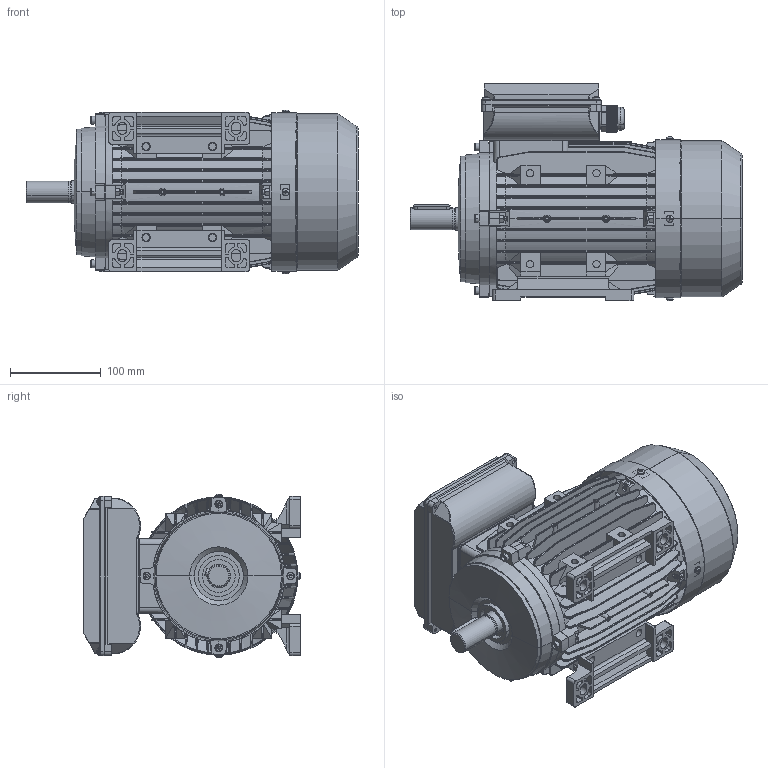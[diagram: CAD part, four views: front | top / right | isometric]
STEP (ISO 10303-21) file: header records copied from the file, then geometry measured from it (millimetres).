
FILE_DESCRIPTION (( 'STEP AP203' ), '1' );
FILE_NAME ('ML90L B3.STEP', '2015-01-12T08:22:49', ( 'USER' ), ( 'MS' ), 'SwSTEP 2.0', 'SolidWorks 2008', '' );
FILE_SCHEMA (( 'CONFIG_CONTROL_DESIGN' ));
Length unit declared in the file: millimetre
Products named in the file (14): 90L底脚_默认; 90后盖_默认; 80-100出线螺套_默认; Hexagon nuts grade C GB_GB_FASTENER_NUT_SNC1 M5-N; ML80-ML90接线盒座(铝)_默认; ML90L B3; 90L机壳_默认; 90B3前盖_默认; 90L转轴_默认; 90风罩_默认; 风叶_默认; Hexagon socket head cap screws GB_GB_FASTENER_SCREWS_HSHCS M5X30-N; ML80-ML90接线盒盖(铝)_默认; Cross recessed thread forming screws GB_GB_CROSS_SCREWS_TYPE138 M4X10-N
Assembly tree (35 placements, depth 2):
  ML90L B3
    90后盖_默认
    90风罩_默认
    Cross recessed thread forming screws GB_GB_CROSS_SCREWS_TYPE138 M4X10-N  x8
    Hexagon nuts grade C GB_GB_FASTENER_NUT_SNC1 M5-N  x8
    Hexagon socket head cap screws GB_GB_FASTENER_SCREWS_HSHCS M5X30-N  x8
    90L机壳_默认
    80-100出线螺套_默认
    90L底脚_默认  x2
    ML80-ML90接线盒盖(铝)_默认
    90B3前盖_默认
    90L转轴_默认
    ML80-ML90接线盒座(铝)_默认
    风叶_默认
Bounding box: 365 x 239.12 x 180.24 mm (x, y, z)
Volume: 1483545.4 mm3; surface area: 907640.8 mm2
Topology: 35 solids, 35 shells, 3758 faces, 9717 edges, 6081 vertices
Faces by surface type: plane 2153, cylinder 1040, cone 216, bspline 128, sphere 124, torus 97
Entity records: 106022 total; most frequent: CARTESIAN_POINT 27369, ORIENTED_EDGE 16576, DIRECTION 15027, EDGE_CURVE 8288, VECTOR 5273, LINE 5273, VERTEX_POINT 5210, AXIS2_PLACEMENT_3D 4877
